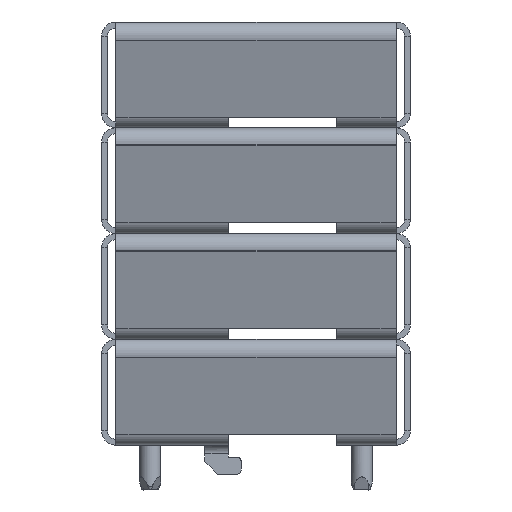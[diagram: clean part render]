
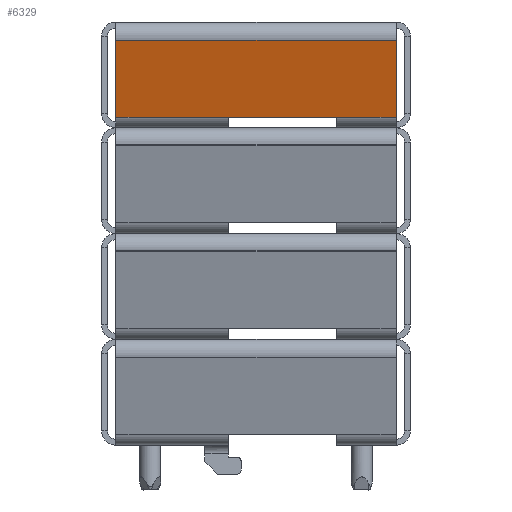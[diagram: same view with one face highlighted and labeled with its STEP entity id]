
A CAD part, left-side view. The second image highlights one B-rep face of the part: STEP entity #6329.
In plain terms, the highlighted planar face has unit normal (-0.966, 0, -0.259).
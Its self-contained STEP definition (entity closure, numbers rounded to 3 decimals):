
#326 = DIRECTION ( 'NONE',  ( 0.966, 0., 0.259 ) ) ;
#764 = CARTESIAN_POINT ( 'NONE',  ( -172.007, 33.1, -9.98 ) ) ;
#810 = CARTESIAN_POINT ( 'NONE',  ( -176.884, -33.1, 8.22 ) ) ;
#1451 = CARTESIAN_POINT ( 'NONE',  ( -176.884, 33.1, 8.22 ) ) ;
#1864 = CARTESIAN_POINT ( 'NONE',  ( -172.007, -33.1, -9.98 ) ) ;
#2186 = DIRECTION ( 'NONE',  ( 0.259, 0., -0.966 ) ) ;
#2202 = CARTESIAN_POINT ( 'NONE',  ( -172.007, 33.1, -9.98 ) ) ;
#2375 = LINE ( 'NONE', #3339, #18524 ) ;
#3271 = ORIENTED_EDGE ( 'NONE', *, *, #22887, .T. ) ;
#3319 = DIRECTION ( 'NONE',  ( 0., 1., 0. ) ) ;
#3339 = CARTESIAN_POINT ( 'NONE',  ( -172.007, 33.1, -9.98 ) ) ;
#5183 = EDGE_CURVE ( 'NONE', #10683, #21805, #6049, .T. ) ;
#5483 = EDGE_CURVE ( 'NONE', #21805, #21448, #11821, .T. ) ;
#5596 = VERTEX_POINT ( 'NONE', #1864 ) ;
#5701 = AXIS2_PLACEMENT_3D ( 'NONE', #11380, #326, #2186 ) ;
#6049 = LINE ( 'NONE', #764, #10401 ) ;
#6329 = ADVANCED_FACE ( 'NONE', ( #10342 ), #7514, .F. ) ;
#6512 = CARTESIAN_POINT ( 'NONE',  ( -172.007, -33.1, -9.98 ) ) ;
#7115 = EDGE_CURVE ( 'NONE', #21448, #5596, #16282, .T. ) ;
#7514 = PLANE ( 'NONE',  #5701 ) ;
#7519 = ORIENTED_EDGE ( 'NONE', *, *, #15207, .F. ) ;
#8660 = CARTESIAN_POINT ( 'NONE',  ( -172.007, -23.47, -9.98 ) ) ;
#8836 = CARTESIAN_POINT ( 'NONE',  ( -176.884, 33.1, 8.22 ) ) ;
#9155 = CARTESIAN_POINT ( 'NONE',  ( -172.007, 33.1, -9.98 ) ) ;
#9232 = EDGE_CURVE ( 'NONE', #10683, #14497, #2375, .T. ) ;
#9743 = DIRECTION ( 'NONE',  ( -0.259, 0., 0.966 ) ) ;
#9918 = ORIENTED_EDGE ( 'NONE', *, *, #5183, .F. ) ;
#9985 = VECTOR ( 'NONE', #22788, 1000. ) ;
#10329 = CARTESIAN_POINT ( 'NONE',  ( -172.007, -19.1, -9.98 ) ) ;
#10342 = FACE_OUTER_BOUND ( 'NONE', #18173, .T. ) ;
#10401 = VECTOR ( 'NONE', #9743, 1000. ) ;
#10673 = DIRECTION ( 'NONE',  ( 0., -1., 0. ) ) ;
#10683 = VERTEX_POINT ( 'NONE', #2202 ) ;
#11224 = ORIENTED_EDGE ( 'NONE', *, *, #9232, .T. ) ;
#11380 = CARTESIAN_POINT ( 'NONE',  ( -172.007, 33.1, -9.98 ) ) ;
#11821 = LINE ( 'NONE', #8836, #21629 ) ;
#11864 = LINE ( 'NONE', #8660, #19933 ) ;
#13076 = DIRECTION ( 'NONE',  ( 0., -1., 0. ) ) ;
#14497 = VERTEX_POINT ( 'NONE', #19885 ) ;
#15207 = EDGE_CURVE ( 'NONE', #22102, #14497, #11864, .T. ) ;
#15235 = VECTOR ( 'NONE', #16202, 1000. ) ;
#16202 = DIRECTION ( 'NONE',  ( 0., -1., 0. ) ) ;
#16282 = LINE ( 'NONE', #6512, #9985 ) ;
#18166 = LINE ( 'NONE', #9155, #15235 ) ;
#18173 = EDGE_LOOP ( 'NONE', ( #19511, #20046, #9918, #11224, #7519, #3271 ) ) ;
#18524 = VECTOR ( 'NONE', #13076, 1000. ) ;
#19511 = ORIENTED_EDGE ( 'NONE', *, *, #7115, .F. ) ;
#19885 = CARTESIAN_POINT ( 'NONE',  ( -172.007, 6.5, -9.98 ) ) ;
#19933 = VECTOR ( 'NONE', #3319, 1000. ) ;
#20046 = ORIENTED_EDGE ( 'NONE', *, *, #5483, .F. ) ;
#21448 = VERTEX_POINT ( 'NONE', #810 ) ;
#21629 = VECTOR ( 'NONE', #10673, 1000. ) ;
#21805 = VERTEX_POINT ( 'NONE', #1451 ) ;
#22102 = VERTEX_POINT ( 'NONE', #10329 ) ;
#22788 = DIRECTION ( 'NONE',  ( 0.259, 0., -0.966 ) ) ;
#22887 = EDGE_CURVE ( 'NONE', #22102, #5596, #18166, .T. ) ;
